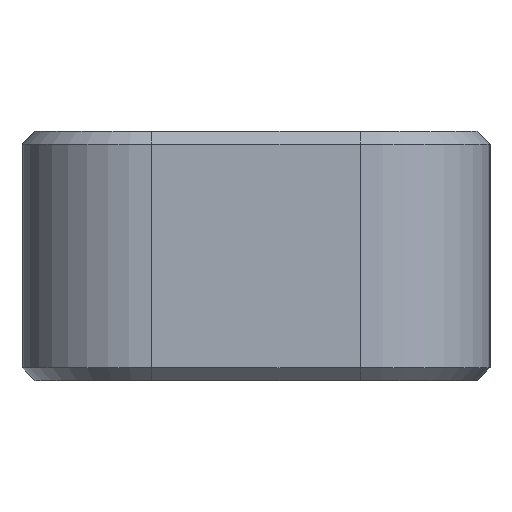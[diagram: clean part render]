
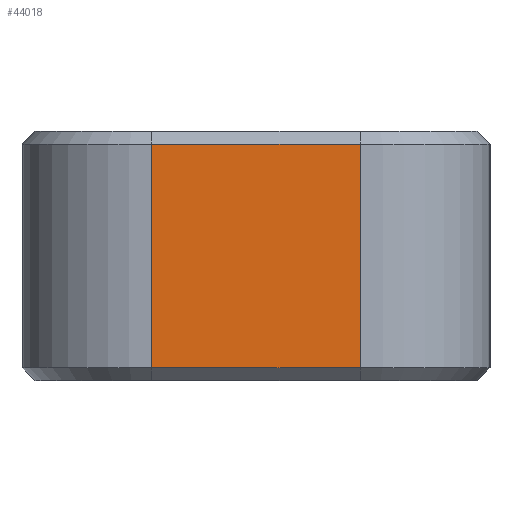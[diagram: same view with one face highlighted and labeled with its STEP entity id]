
A CAD part, left-side view. The second image highlights one B-rep face of the part: STEP entity #44018.
In plain terms, the highlighted planar face has unit normal (-1, 0, 0).
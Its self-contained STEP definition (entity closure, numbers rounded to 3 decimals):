
#3302=PLANE('',#47387);
#6619=FACE_OUTER_BOUND('',#9938,.T.);
#9938=EDGE_LOOP('',(#40564,#40565,#40566,#40567));
#15564=LINE('',#71105,#21191);
#15565=LINE('',#71107,#21192);
#15566=LINE('',#71109,#21193);
#15567=LINE('',#71110,#21194);
#21191=VECTOR('',#59699,25.4);
#21192=VECTOR('',#59700,25.4);
#21193=VECTOR('',#59701,25.4);
#21194=VECTOR('',#59702,25.4);
#23637=VERTEX_POINT('',#71103);
#23638=VERTEX_POINT('',#71104);
#23639=VERTEX_POINT('',#71106);
#23640=VERTEX_POINT('',#71108);
#29308=EDGE_CURVE('',#23637,#23638,#15564,.T.);
#29309=EDGE_CURVE('',#23639,#23637,#15565,.T.);
#29310=EDGE_CURVE('',#23640,#23639,#15566,.T.);
#29311=EDGE_CURVE('',#23638,#23640,#15567,.T.);
#40564=ORIENTED_EDGE('',*,*,#29308,.F.);
#40565=ORIENTED_EDGE('',*,*,#29309,.F.);
#40566=ORIENTED_EDGE('',*,*,#29310,.F.);
#40567=ORIENTED_EDGE('',*,*,#29311,.F.);
#44018=ADVANCED_FACE('',(#6619),#3302,.F.);
#47387=AXIS2_PLACEMENT_3D('',#71102,#59697,#59698);
#59697=DIRECTION('center_axis',(1.,0.,0.));
#59698=DIRECTION('ref_axis',(0.,0.,
-1.));
#59699=DIRECTION('',(0.,0.,1.));
#59700=DIRECTION('',(0.,1.,0.));
#59701=DIRECTION('',(0.,0.,-1.));
#59702=DIRECTION('',(0.,-1.,0.));
#71102=CARTESIAN_POINT('Origin',(96.8,9.,2.207));
#71103=CARTESIAN_POINT('',(96.8,13.,-1.593));
#71104=CARTESIAN_POINT('',(96.8,13.,7.007));
#71105=CARTESIAN_POINT('',(96.8,13.,2.207));
#71106=CARTESIAN_POINT('',(96.8,5.,-1.593));
#71107=CARTESIAN_POINT('',(96.8,9.,-1.593));
#71108=CARTESIAN_POINT('',(96.8,5.,7.007));
#71109=CARTESIAN_POINT('',(96.8,5.,3.707));
#71110=CARTESIAN_POINT('',(96.8,9.,7.007));
